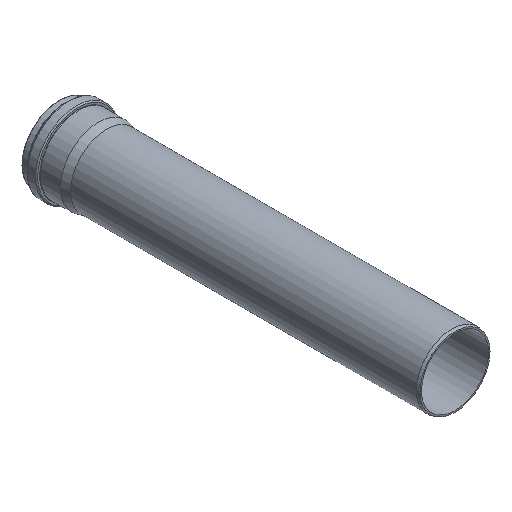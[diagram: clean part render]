
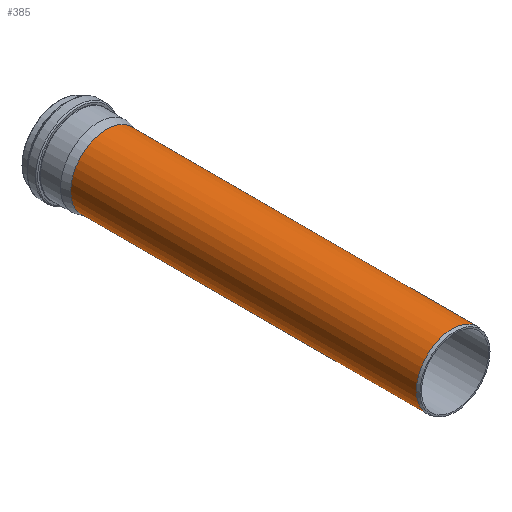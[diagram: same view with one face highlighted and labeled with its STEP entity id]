
A CAD part, isometric view. The second image highlights one B-rep face of the part: STEP entity #385.
In plain terms, the highlighted cylindrical face has radius 100 mm (diameter 200 mm), a full revolution.
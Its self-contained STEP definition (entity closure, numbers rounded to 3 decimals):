
#43=FACE_BOUND('',#118,.T.);
#80=FACE_OUTER_BOUND('',#117,.T.);
#117=EDGE_LOOP('',(#302));
#118=EDGE_LOOP('',(#303));
#191=CIRCLE('',#425,100.);
#192=CIRCLE('',#426,100.);
#228=VERTEX_POINT('',#650);
#229=VERTEX_POINT('',#652);
#265=EDGE_CURVE('',#228,#228,#191,.T.);
#266=EDGE_CURVE('',#229,#229,#192,.T.);
#302=ORIENTED_EDGE('',*,*,#265,.F.);
#303=ORIENTED_EDGE('',*,*,#266,.T.);
#376=CYLINDRICAL_SURFACE('',#424,100.);
#385=ADVANCED_FACE('',(#80,#43),#376,.T.);
#424=AXIS2_PLACEMENT_3D('',#649,#500,#501);
#425=AXIS2_PLACEMENT_3D('',#651,#502,#503);
#426=AXIS2_PLACEMENT_3D('',#653,#504,#505);
#500=DIRECTION('center_axis',(0.,-1.,0.));
#501=DIRECTION('ref_axis',(1.,0.,0.));
#502=DIRECTION('center_axis',(0.,-1.,0.));
#503=DIRECTION('ref_axis',(1.,0.,0.));
#504=DIRECTION('center_axis',(0.,-1.,0.));
#505=DIRECTION('ref_axis',(1.,0.,0.));
#649=CARTESIAN_POINT('Origin',(0.,491.684,0.));
#650=CARTESIAN_POINT('',(100.,8.,0.));
#651=CARTESIAN_POINT('Origin',(0.,8.,0.));
#652=CARTESIAN_POINT('',(100.,975.368,0.));
#653=CARTESIAN_POINT('Origin',(0.,975.368,0.));
